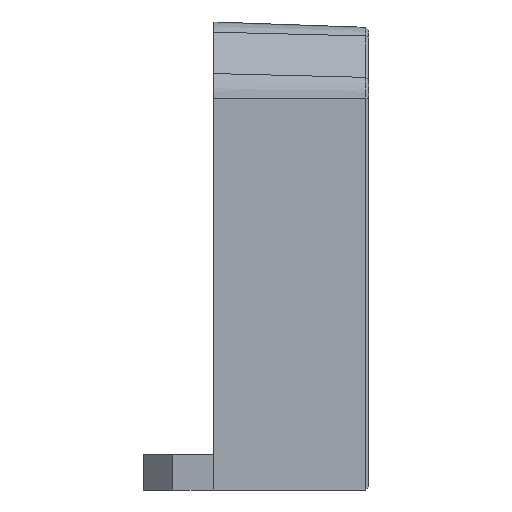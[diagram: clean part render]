
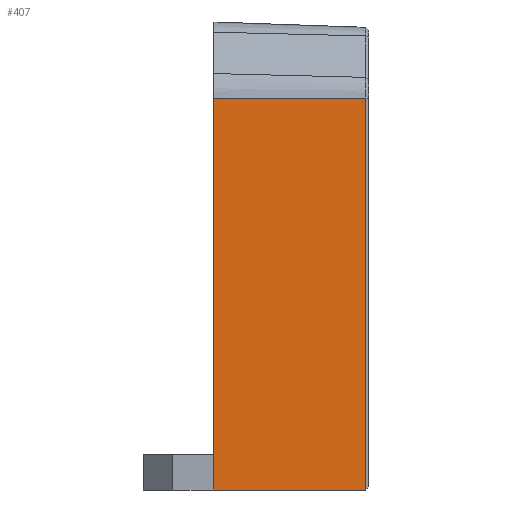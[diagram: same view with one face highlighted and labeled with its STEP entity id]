
A CAD part, left-side view. The second image highlights one B-rep face of the part: STEP entity #407.
In plain terms, the highlighted planar face has unit normal (-0.999, -0.035, 0).
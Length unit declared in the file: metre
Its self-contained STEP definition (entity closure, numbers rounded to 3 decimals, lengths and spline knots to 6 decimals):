
#407 = ADVANCED_FACE( '', ( #973 ), #974, .T. );
#973 = FACE_OUTER_BOUND( '', #1730, .T. );
#974 = PLANE( '', #1731 );
#1730 = EDGE_LOOP( '', ( #2930, #2931, #2932, #2933, #2934 ) );
#1731 = AXIS2_PLACEMENT_3D( '', #2935, #2936, #2937 );
#2930 = ORIENTED_EDGE( '', *, *, #4510, .T. );
#2931 = ORIENTED_EDGE( '', *, *, #4548, .T. );
#2932 = ORIENTED_EDGE( '', *, *, #4549, .T. );
#2933 = ORIENTED_EDGE( '', *, *, #4550, .F. );
#2934 = ORIENTED_EDGE( '', *, *, #4215, .F. );
#2935 = CARTESIAN_POINT( '', ( -0.0765, -0.024, 0. ) );
#2936 = DIRECTION( '', ( -0.999, -0.035, 0. ) );
#2937 = DIRECTION( '', ( 0.035, -0.999, 0. ) );
#4215 = EDGE_CURVE( '', #5007, #5009, #5010, .T. );
#4510 = EDGE_CURVE( '', #5007, #5496, #5498, .F. );
#4548 = EDGE_CURVE( '', #5496, #5402, #5555, .T. );
#4549 = EDGE_CURVE( '', #5402, #5556, #5557, .T. );
#4550 = EDGE_CURVE( '', #5009, #5556, #5558, .T. );
#5007 = VERTEX_POINT( '', #6145 );
#5009 = VERTEX_POINT( '', #6148 );
#5010 = LINE( '', #6149, #6150 );
#5402 = VERTEX_POINT( '', #6699 );
#5496 = VERTEX_POINT( '', #6831 );
#5498 = LINE( '', #6834, #6835 );
#5555 = LINE( '', #6907, #6908 );
#5556 = VERTEX_POINT( '', #6909 );
#5557 = LINE( '', #6910, #6911 );
#5558 = LINE( '', #6912, #6913 );
#6145 = CARTESIAN_POINT( '', ( -0.076518, -0.023482, -0.0395 ) );
#6148 = CARTESIAN_POINT( '', ( -0.077425, 0.0025, -0.0395 ) );
#6149 = CARTESIAN_POINT( '', ( -0.076407, -0.026668, -0.0395 ) );
#6150 = VECTOR( '', #7574, 1. );
#6699 = CARTESIAN_POINT( '', ( -0.076517, -0.0235, 0.027429 ) );
#6831 = CARTESIAN_POINT( '', ( -0.076517, -0.0235, -0.039482 ) );
#6834 = CARTESIAN_POINT( '', ( -0.07582, -0.043479, -0.019503 ) );
#6835 = VECTOR( '', #7903, 1. );
#6907 = CARTESIAN_POINT( '', ( -0.076517, -0.0235, 0. ) );
#6908 = VECTOR( '', #7949, 1. );
#6909 = CARTESIAN_POINT( '', ( -0.077425, 0.0025, 0.027429 ) );
#6910 = CARTESIAN_POINT( '', ( -0.0765, -0.024, 0.027429 ) );
#6911 = VECTOR( '', #7950, 1. );
#6912 = CARTESIAN_POINT( '', ( -0.077425, 0.0025, 0. ) );
#6913 = VECTOR( '', #7951, 1. );
#7574 = DIRECTION( '', ( -0.035, 0.999, 0. ) );
#7903 = DIRECTION( '', ( -0.025, 0.707, -0.707 ) );
#7949 = DIRECTION( '', ( 0., 0., 1. ) );
#7950 = DIRECTION( '', ( -0.035, 0.999, 0. ) );
#7951 = DIRECTION( '', ( 0., 0., 1. ) );
